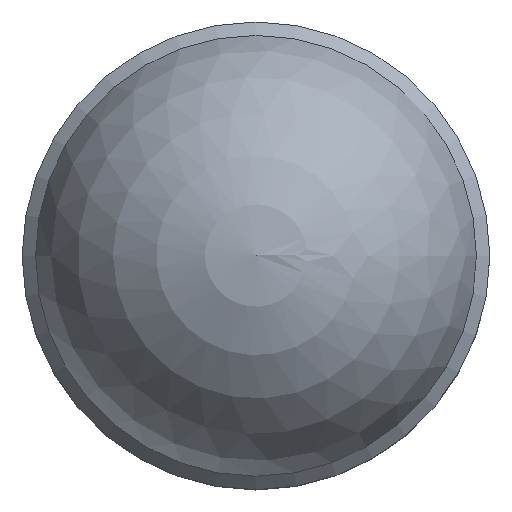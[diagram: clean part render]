
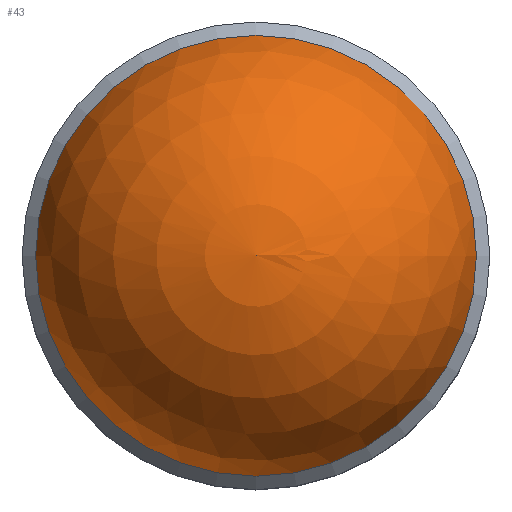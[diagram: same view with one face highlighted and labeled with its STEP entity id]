
A CAD part, top view. The second image highlights one B-rep face of the part: STEP entity #43.
In plain terms, the highlighted spherical face has radius 50 mm.
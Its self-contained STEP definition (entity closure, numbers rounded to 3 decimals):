
#43 = ADVANCED_FACE( '', ( #91 ), #92, .T. );
#91 = FACE_OUTER_BOUND( '', #142, .T. );
#92 = SPHERICAL_SURFACE( '', #143, 50. );
#142 = EDGE_LOOP( '', ( #196 ) );
#143 = AXIS2_PLACEMENT_3D( '', #197, #198, #199 );
#196 = ORIENTED_EDGE( '', *, *, #279, .T. );
#197 = CARTESIAN_POINT( '', ( 0., 0., 41.6 ) );
#198 = DIRECTION( '', ( 0., 0., 1. ) );
#199 = DIRECTION( '', ( 1., 0., 0. ) );
#279 = EDGE_CURVE( '', #319, #319, #320, .T. );
#319 = VERTEX_POINT( '', #376 );
#320 = CIRCLE( '', #377, 49.11 );
#376 = CARTESIAN_POINT( '', ( 49.11, 0., 50.99 ) );
#377 = AXIS2_PLACEMENT_3D( '', #437, #438, #439 );
#437 = CARTESIAN_POINT( '', ( 0., 0., 50.99 ) );
#438 = DIRECTION( '', ( 0., 0., 1. ) );
#439 = DIRECTION( '', ( 1., 0., 0. ) );
